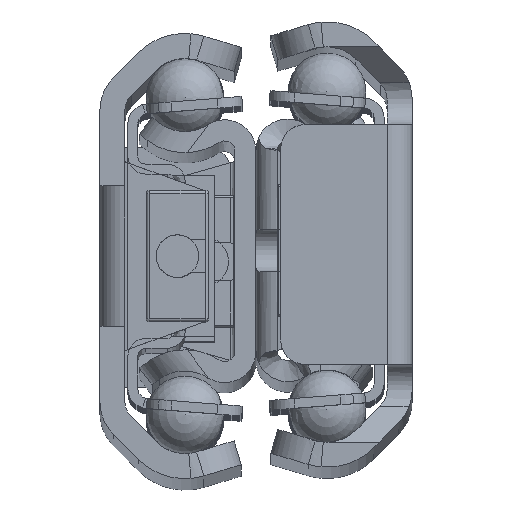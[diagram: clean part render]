
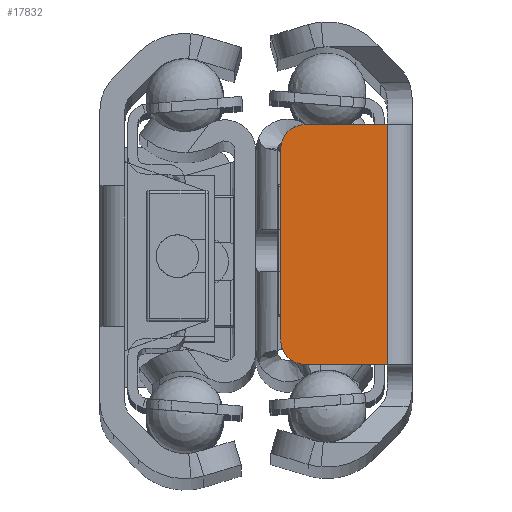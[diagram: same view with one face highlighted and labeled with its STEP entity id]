
A CAD part, top view. The second image highlights one B-rep face of the part: STEP entity #17832.
In plain terms, the highlighted planar face has unit normal (0, 0, 1).
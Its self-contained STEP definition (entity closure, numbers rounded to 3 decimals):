
#620=PLANE('',#19004);
#1116=FACE_OUTER_BOUND('',#2094,.T.);
#2094=EDGE_LOOP('',(#12169,#12170,#12171,#12172,#12173,#12174));
#3142=LINE('',#26445,#4939);
#3145=LINE('',#26470,#4942);
#3148=LINE('',#26476,#4945);
#3149=LINE('',#26480,#4946);
#4939=VECTOR('',#20989,10.);
#4942=VECTOR('',#21000,10.);
#4945=VECTOR('',#21005,10.);
#4946=VECTOR('',#21008,10.);
#6680=CIRCLE('',#19005,1.5);
#6681=CIRCLE('',#19006,1.5);
#7537=VERTEX_POINT('',#26442);
#7538=VERTEX_POINT('',#26444);
#7542=VERTEX_POINT('',#26469);
#7544=VERTEX_POINT('',#26475);
#7545=VERTEX_POINT('',#26477);
#7546=VERTEX_POINT('',#26479);
#9304=EDGE_CURVE('',#7537,#7538,#3142,.T.);
#9311=EDGE_CURVE('',#7542,#7538,#3145,.T.);
#9314=EDGE_CURVE('',#7537,#7544,#3148,.T.);
#9315=EDGE_CURVE('',#7545,#7544,#6680,.T.);
#9316=EDGE_CURVE('',#7545,#7546,#3149,.T.);
#9317=EDGE_CURVE('',#7542,#7546,#6681,.T.);
#12169=ORIENTED_EDGE('',*,*,#9304,.F.);
#12170=ORIENTED_EDGE('',*,*,#9314,.T.);
#12171=ORIENTED_EDGE('',*,*,#9315,.F.);
#12172=ORIENTED_EDGE('',*,*,#9316,.T.);
#12173=ORIENTED_EDGE('',*,*,#9317,.F.);
#12174=ORIENTED_EDGE('',*,*,#9311,.T.);
#17832=ADVANCED_FACE('',(#1116),#620,.T.);
#19004=AXIS2_PLACEMENT_3D('',#26474,#21003,#21004);
#19005=AXIS2_PLACEMENT_3D('',#26478,#21006,#21007);
#19006=AXIS2_PLACEMENT_3D('',#26481,#21009,#21010);
#20989=DIRECTION('',(-1.,0.,0.));
#21000=DIRECTION('',(0.,-1.,0.));
#21003=DIRECTION('center_axis',(0.,0.,1.));
#21004=DIRECTION('ref_axis',(1.,0.,0.));
#21005=DIRECTION('',(0.,1.,0.));
#21006=DIRECTION('center_axis',(0.,0.,-1.));
#21007=DIRECTION('ref_axis',(0.707,0.707,0.));
#21008=DIRECTION('',(-1.,0.,0.));
#21009=DIRECTION('center_axis',(0.,0.,-1.));
#21010=DIRECTION('ref_axis',(-0.707,0.707,0.));
#26442=CARTESIAN_POINT('',(7.3,-3.68,200.));
#26444=CARTESIAN_POINT('',(-7.3,-3.68,200.));
#26445=CARTESIAN_POINT('',(4.433,-3.68,200.));
#26469=CARTESIAN_POINT('',(-7.3,1.32,200.));
#26470=CARTESIAN_POINT('',(-7.3,-3.846,200.));
#26474=CARTESIAN_POINT('Origin',(0.,-2.512,
200.));
#26475=CARTESIAN_POINT('',(7.3,1.32,200.));
#26476=CARTESIAN_POINT('',(7.3,-3.846,200.));
#26477=CARTESIAN_POINT('',(5.8,2.82,200.));
#26478=CARTESIAN_POINT('Origin',(5.8,1.32,200.));
#26479=CARTESIAN_POINT('',(-5.8,2.82,200.));
#26480=CARTESIAN_POINT('',(7.3,2.82,200.));
#26481=CARTESIAN_POINT('Origin',(-5.8,1.32,200.));
